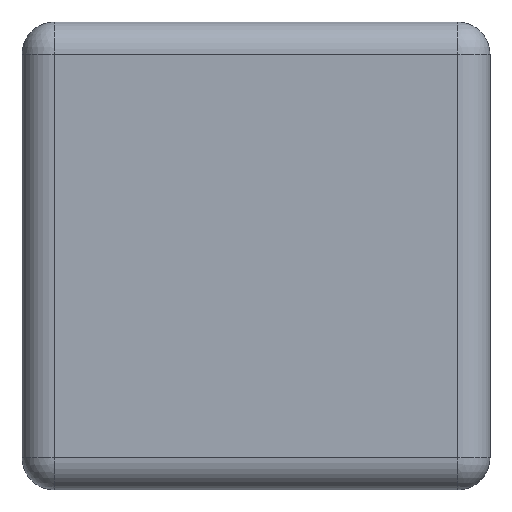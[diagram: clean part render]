
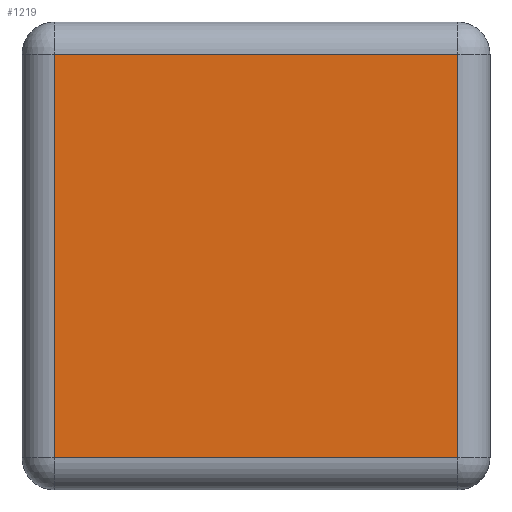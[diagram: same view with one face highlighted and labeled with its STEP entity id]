
A CAD part, left-side view. The second image highlights one B-rep face of the part: STEP entity #1219.
In plain terms, the highlighted planar face has unit normal (-1, 0, 0).
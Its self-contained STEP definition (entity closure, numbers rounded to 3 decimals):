
#1161=CARTESIAN_POINT('',(-1.1,-0.625,1.35));
#1162=VERTEX_POINT('',#1161);
#1170=CARTESIAN_POINT('',(-1.1,-0.625,0.1));
#1171=VERTEX_POINT('',#1170);
#1172=CARTESIAN_POINT('',(-1.1,-0.625,1.35));
#1173=DIRECTION('',(0.0,0.0,-1.0));
#1174=VECTOR('',#1173,1.25);
#1175=LINE('',#1172,#1174);
#1176=EDGE_CURVE('',#1162,#1171,#1175,.T.);
#1189=CARTESIAN_POINT('',(-1.1,-0.625,0.0));
#1190=DIRECTION('',(-1.0,0.0,0.0));
#1191=DIRECTION('',(0.0,0.0,1.0));
#1192=AXIS2_PLACEMENT_3D('',#1189,#1190,#1191);
#1193=PLANE('',#1192);
#1194=ORIENTED_EDGE('',*,*,#1176,.F.);
#1195=CARTESIAN_POINT('',(-1.1,0.625,1.35));
#1196=VERTEX_POINT('',#1195);
#1197=CARTESIAN_POINT('',(-1.1,0.625,1.35));
#1198=DIRECTION('',(0.0,-1.0,0.0));
#1199=VECTOR('',#1198,1.25);
#1200=LINE('',#1197,#1199);
#1201=EDGE_CURVE('',#1196,#1162,#1200,.T.);
#1202=ORIENTED_EDGE('',*,*,#1201,.F.);
#1203=CARTESIAN_POINT('',(-1.1,0.625,0.1));
#1204=VERTEX_POINT('',#1203);
#1205=CARTESIAN_POINT('',(-1.1,0.625,0.1));
#1206=DIRECTION('',(0.0,0.0,1.0));
#1207=VECTOR('',#1206,1.25);
#1208=LINE('',#1205,#1207);
#1209=EDGE_CURVE('',#1204,#1196,#1208,.T.);
#1210=ORIENTED_EDGE('',*,*,#1209,.F.);
#1211=CARTESIAN_POINT('',(-1.1,-0.625,0.1));
#1212=DIRECTION('',(0.0,1.0,0.0));
#1213=VECTOR('',#1212,1.25);
#1214=LINE('',#1211,#1213);
#1215=EDGE_CURVE('',#1171,#1204,#1214,.T.);
#1216=ORIENTED_EDGE('',*,*,#1215,.F.);
#1217=EDGE_LOOP('',(#1194,#1202,#1210,#1216));
#1218=FACE_OUTER_BOUND('',#1217,.T.);
#1219=ADVANCED_FACE('',(#1218),#1193,.T.);
